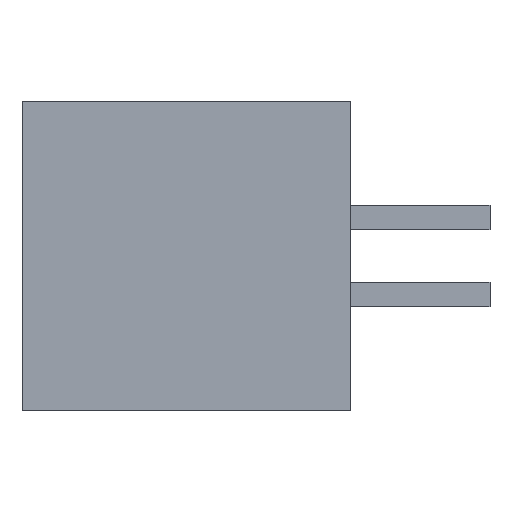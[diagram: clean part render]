
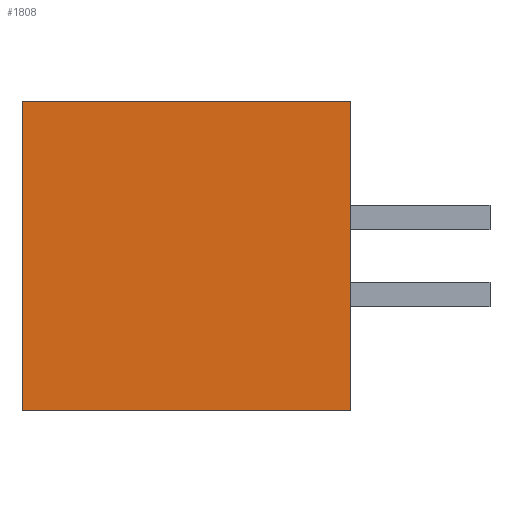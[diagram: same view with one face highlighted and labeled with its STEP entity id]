
A CAD part, left-side view. The second image highlights one B-rep face of the part: STEP entity #1808.
In plain terms, the highlighted planar face has unit normal (-1, 0, 0).
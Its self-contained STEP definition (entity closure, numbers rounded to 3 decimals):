
#1=DIRECTION('',(0.,-1.,0.));
#2=VECTOR('',#1,5.4);
#3=CARTESIAN_POINT('',(-6.325,5.4,2.55));
#4=LINE('3709',#3,#2);
#5=DIRECTION('',(0.,0.,-1.));
#6=VECTOR('',#5,5.1);
#7=CARTESIAN_POINT('',(-6.325,0.,2.55));
#8=LINE('3710',#7,#6);
#9=DIRECTION('',(0.,1.,0.));
#10=VECTOR('',#9,5.4);
#11=CARTESIAN_POINT('',(-6.325,0.,-2.55));
#12=LINE('3711',#11,#10);
#13=DIRECTION('',(0.,0.,1.));
#14=VECTOR('',#13,5.1);
#15=CARTESIAN_POINT('',(-6.325,5.4,-2.55));
#16=LINE('3712',#15,#14);
#1345=CARTESIAN_POINT('',(-6.325,5.4,2.55));
#1346=CARTESIAN_POINT('',(-6.325,0.,2.55));
#1347=VERTEX_POINT('',#1345);
#1348=VERTEX_POINT('',#1346);
#1349=CARTESIAN_POINT('',(-6.325,0.,-2.55));
#1350=VERTEX_POINT('',#1349);
#1351=CARTESIAN_POINT('',(-6.325,5.4,-2.55));
#1352=VERTEX_POINT('',#1351);
#1793=CARTESIAN_POINT('',(-6.325,0.,0.));
#1794=DIRECTION('',(1.,0.,0.));
#1795=DIRECTION('',(0.,0.,-1.));
#1796=AXIS2_PLACEMENT_3D('',#1793,#1794,#1795);
#1797=PLANE('3575',#1796);
#1799=ORIENTED_EDGE('3709',*,*,#1798,.T.);
#1801=ORIENTED_EDGE('3710',*,*,#1800,.T.);
#1803=ORIENTED_EDGE('3711',*,*,#1802,.T.);
#1805=ORIENTED_EDGE('3712',*,*,#1804,.T.);
#1806=EDGE_LOOP('3575',(#1799,#1801,#1803,#1805));
#1807=FACE_OUTER_BOUND('3575',#1806,.F.);
#1808=ADVANCED_FACE('3575',(#1807),#1797,.F.);
#1798=EDGE_CURVE('3709',#1347,#1348,#4,.T.);
#1800=EDGE_CURVE('3710',#1348,#1350,#8,.T.);
#1802=EDGE_CURVE('3711',#1350,#1352,#12,.T.);
#1804=EDGE_CURVE('3712',#1352,#1347,#16,.T.);
